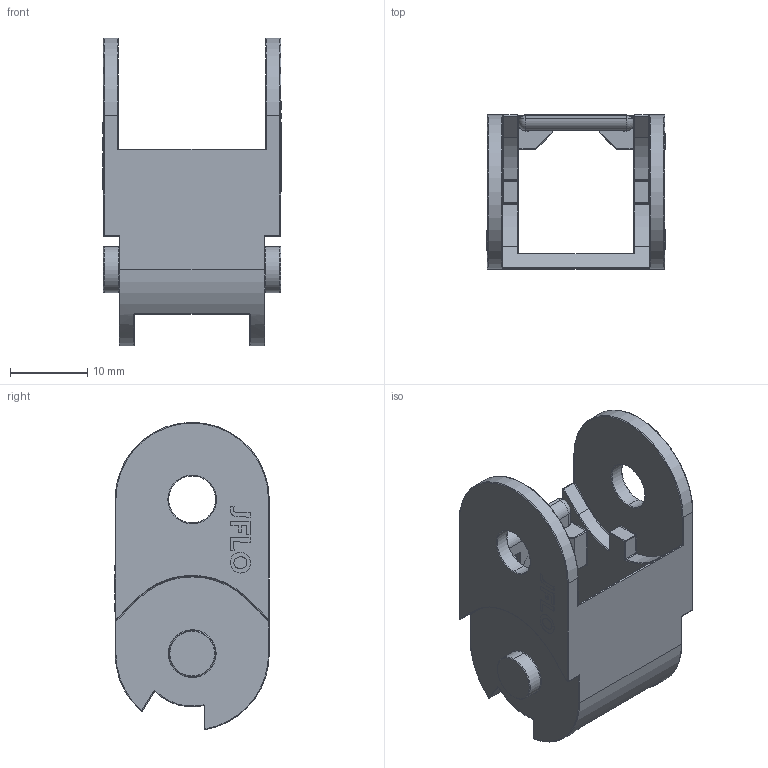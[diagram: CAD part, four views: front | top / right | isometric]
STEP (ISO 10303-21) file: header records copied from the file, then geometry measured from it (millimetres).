
FILE_DESCRIPTION (( 'STEP AP214' ), '1' );
FILE_NAME ('J15BF.1.15. Closed Link.STEP', '2018-06-28T15:30:07', ( '' ), ( '' ), 'SwSTEP 2.0', 'SolidWorks 2017', '' );
FILE_SCHEMA (( 'AUTOMOTIVE_DESIGN' ));
Length unit declared in the file: millimetre
Products named in the file (3): J15BF.1.Close_15x15; J15BF.1.Link_J15BF.1.15; J15BF.1.15. Closed Link
Assembly tree (2 placements, depth 2):
  J15BF.1.15. Closed Link
    J15BF.1.Link_J15BF.1.15
    J15BF.1.Close_15x15
Bounding box: 23.1 x 20.05 x 39.86 mm (x, y, z)
Volume: 4014.6 mm3; surface area: 4681 mm2
Topology: 2 solids, 2 shells, 721 faces, 1767 edges, 1026 vertices
Faces by surface type: plane 204, cylinder 199, bspline 162, torus 104, sphere 52
Entity records: 29299 total; most frequent: CARTESIAN_POINT 10611, ORIENTED_EDGE 3426, DIRECTION 3087, EDGE_CURVE 1713, AXIS2_PLACEMENT_3D 1138, VERTEX_POINT 1026, LINE 811, VECTOR 811
